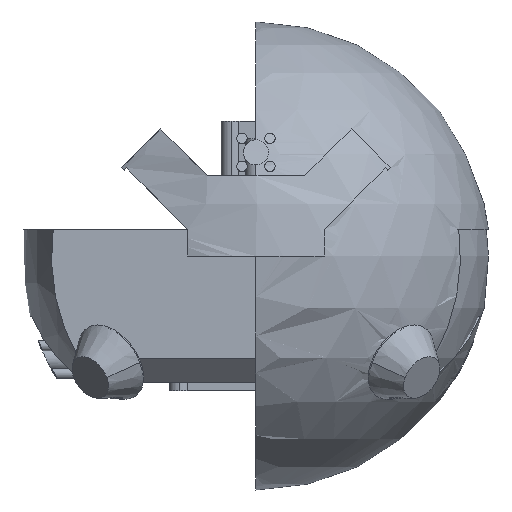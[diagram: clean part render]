
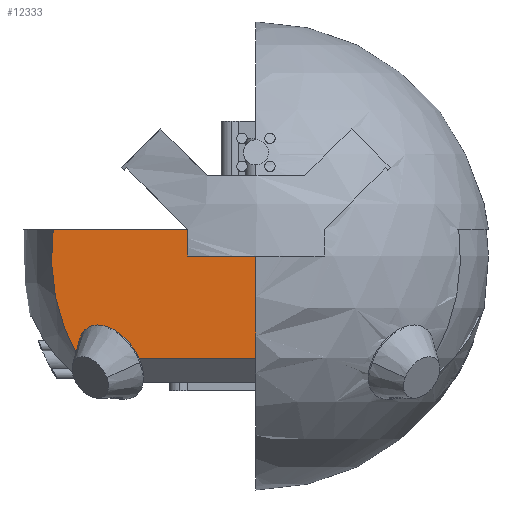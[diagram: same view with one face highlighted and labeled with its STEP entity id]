
A CAD part, left-side view. The second image highlights one B-rep face of the part: STEP entity #12333.
In plain terms, the highlighted planar face has unit normal (1, 0, 0).
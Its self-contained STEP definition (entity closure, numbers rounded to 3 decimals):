
#8452=CARTESIAN_POINT('POINT320',(-3400.,
   -2040.,800.));
#8453=VERTEX_POINT('VERTEX320',#8452);
#8468=CARTESIAN_POINT('POINT322',(-3400.,
   -6066.3,800.));
#8469=VERTEX_POINT('VERTEX322',#8468);
#8477=CARTESIAN_POINT('POS401',(-3400.,7500.,800.
   ));
#8478=DIRECTION('DIR601',(0.,-1.,0.));
#8479=VECTOR('VEC201',#8478,1.);
#8480=LINE('STRAIGHT201',#8477,#8479);
#8481=EDGE_CURVE('EDGE452',#8453,#8469,#8480,.T.);
#10352=CARTESIAN_POINT('POINT355',(-3400.,-2040.,
   0.));
#10353=VERTEX_POINT('VERTEX355',#10352);
#10354=CARTESIAN_POINT('POS441',(-3400.,-2040.,
   -367.));
#10355=DIRECTION('DIR657',(0.,0.,-1.));
#10356=VECTOR('VEC225',#10355,1.);
#10357=LINE('STRAIGHT225',#10354,#10356);
#10358=EDGE_CURVE('EDGE506',#10353,#8453,#10357,.F.);
#12253=CARTESIAN_POINT('POINT406',(-3400.,
   5294.089,-3068.));
#12254=VERTEX_POINT('VERTEX406',#12253);
#12262=CARTESIAN_POINT('POINT407',(-3400.,
   -5294.089,-3068.));
#12263=VERTEX_POINT('VERTEX407',#12262);
#12264=CARTESIAN_POINT('POS528',(-3400.,7500.,
   -3068.));
#12265=DIRECTION('DIR794',(0.,-1.,0.));
#12266=VECTOR('VEC262',#12265,1.);
#12267=LINE('STRAIGHT262',#12264,#12266);
#12268=EDGE_CURVE('EDGE590',#12254,#12263,#12267,.T.);
#12285=CARTESIAN_POINT('POINT408',(-3400.,
   2040.,800.));
#12286=VERTEX_POINT('VERTEX408',#12285);
#12287=CARTESIAN_POINT('POINT409',(-3400.,2040.,
   0.));
#12288=VERTEX_POINT('VERTEX409',#12287);
#12289=CARTESIAN_POINT('POS531',(-3400.,2040.,
   -367.));
#12290=DIRECTION('DIR799',(0.,0.,1.));
#12291=VECTOR('VEC263',#12290,1.);
#12292=LINE('STRAIGHT263',#12289,#12291);
#12293=EDGE_CURVE('EDGE592',#12286,#12288,#12292,.F.);
#12294=ORIENTED_EDGE('COEDGE1024',*,*,#12293,.T.);
#12295=CARTESIAN_POINT('POS532',(-3400.,3750.,
   0.));
#12296=DIRECTION('DIR800',(0.,1.,0.));
#12297=VECTOR('VEC264',#12296,1.);
#12298=LINE('STRAIGHT264',#12295,#12297);
#12299=EDGE_CURVE('EDGE593',#12288,#10353,#12298,.F.);
#12300=ORIENTED_EDGE('COEDGE1025',*,*,#12299,.T.);
#12301=ORIENTED_EDGE('COEDGE1026',*,*,#10358,.T.);
#12302=ORIENTED_EDGE('COEDGE1027',*,*,#8481,.T.);
#12303=CARTESIAN_POINT('POS533',(-3400.,0.,
   0.));
#12304=DIRECTION('DIR801',(1.,0.,0.));
#12305=DIRECTION('DIR802',(0.,0.,1.));
#12306=AXIS2_PLACEMENT_3D('AXIS269',#12303,#12304,#12305);
#12307=CIRCLE('ELLIPSE129',#12306,6118.823);
#12308=EDGE_CURVE('EDGE594',#12263,#8469,#12307,.F.);
#12309=ORIENTED_EDGE('COEDGE1028',*,*,#12308,.F.);
#12310=ORIENTED_EDGE('COEDGE1029',*,*,#12268,.F.);
#12311=CARTESIAN_POINT('POINT410',(-3400.,
   6066.3,800.));
#12312=VERTEX_POINT('VERTEX410',#12311);
#12313=CARTESIAN_POINT('POS534',(-3400.,0.,
   0.));
#12314=DIRECTION('DIR803',(1.,0.,0.));
#12315=DIRECTION('DIR804',(0.,0.,1.));
#12316=AXIS2_PLACEMENT_3D('AXIS270',#12313,#12314,#12315);
#12317=CIRCLE('ELLIPSE130',#12316,6118.823);
#12318=EDGE_CURVE('EDGE595',#12312,#12254,#12317,.F.);
#12319=ORIENTED_EDGE('COEDGE1030',*,*,#12318,.F.);
#12320=CARTESIAN_POINT('POS535',(-3400.,7500.,
   800.));
#12321=DIRECTION('DIR805',(0.,-1.,0.));
#12322=VECTOR('VEC265',#12321,1.);
#12323=LINE('STRAIGHT265',#12320,#12322);
#12324=EDGE_CURVE('EDGE596',#12312,#12286,#12323,.T.);
#12325=ORIENTED_EDGE('COEDGE1031',*,*,#12324,.T.);
#12326=EDGE_LOOP('NONE',(#12294,#12300,#12301,#12302,#12309,#12310,
   #12319,#12325));
#12327=FACE_BOUND('LOOP1',#12326,.T.);
#12328=CARTESIAN_POINT('POS536',(-3400.,7500.,
   -1134.));
#12329=DIRECTION('DIR806',(1.,0.,0.));
#12330=DIRECTION('DIR807',(0.,1.,0.));
#12331=AXIS2_PLACEMENT_3D('AXIS271',#12328,#12329,#12330);
#12332=PLANE('PLANE79',#12331);
#12333=ADVANCED_FACE('FACE193',(#12327),#12332,.T.);
